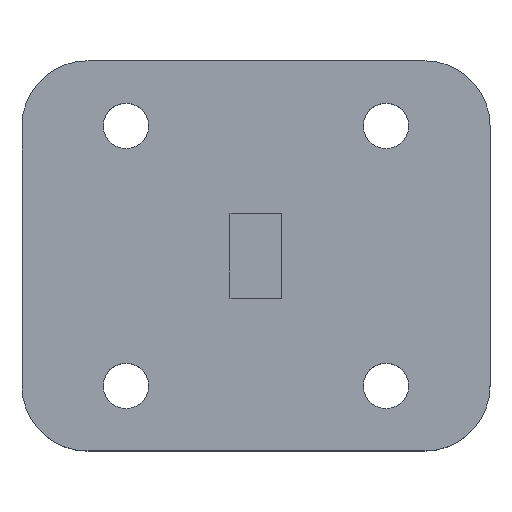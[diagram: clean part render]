
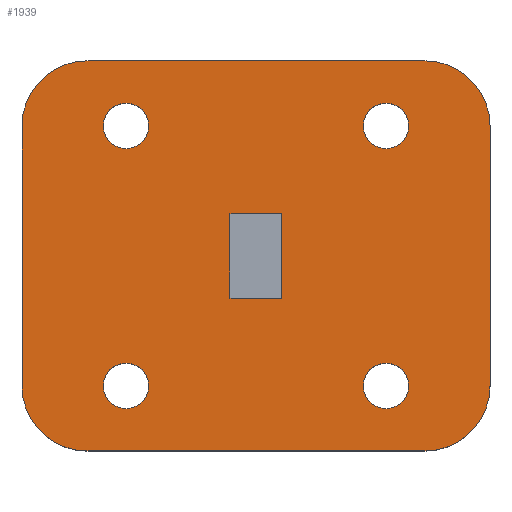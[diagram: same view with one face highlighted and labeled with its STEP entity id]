
A CAD part, top view. The second image highlights one B-rep face of the part: STEP entity #1939.
In plain terms, the highlighted planar face has unit normal (0, 0, 1).
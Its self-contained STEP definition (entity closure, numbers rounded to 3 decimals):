
#80=FACE_BOUND('',#224,.T.);
#81=FACE_BOUND('',#225,.T.);
#82=FACE_BOUND('',#226,.T.);
#83=FACE_BOUND('',#227,.T.);
#84=FACE_BOUND('',#228,.T.);
#110=FACE_OUTER_BOUND('',#223,.T.);
#223=EDGE_LOOP('',(#1307,#1308,#1309,#1310,#1311,#1312,#1313,#1314));
#224=EDGE_LOOP('',(#1315,#1316,#1317,#1318));
#225=EDGE_LOOP('',(#1319));
#226=EDGE_LOOP('',(#1320));
#227=EDGE_LOOP('',(#1321));
#228=EDGE_LOOP('',(#1322));
#366=LINE('',#2957,#531);
#367=LINE('',#2961,#532);
#368=LINE('',#2965,#533);
#369=LINE('',#2968,#534);
#370=LINE('',#2971,#535);
#371=LINE('',#2973,#536);
#372=LINE('',#2975,#537);
#373=LINE('',#2976,#538);
#531=VECTOR('',#2312,10.);
#532=VECTOR('',#2315,10.);
#533=VECTOR('',#2318,10.);
#534=VECTOR('',#2321,10.);
#535=VECTOR('',#2322,10.);
#536=VECTOR('',#2323,10.);
#537=VECTOR('',#2324,10.);
#538=VECTOR('',#2325,10.);
#696=CIRCLE('',#2068,5.);
#697=CIRCLE('',#2069,5.);
#698=CIRCLE('',#2070,5.);
#699=CIRCLE('',#2071,5.);
#700=CIRCLE('',#2072,1.75);
#701=CIRCLE('',#2073,1.75);
#702=CIRCLE('',#2074,1.75);
#703=CIRCLE('',#2075,1.75);
#822=VERTEX_POINT('',#2953);
#823=VERTEX_POINT('',#2954);
#824=VERTEX_POINT('',#2956);
#825=VERTEX_POINT('',#2958);
#826=VERTEX_POINT('',#2960);
#827=VERTEX_POINT('',#2962);
#828=VERTEX_POINT('',#2964);
#829=VERTEX_POINT('',#2966);
#830=VERTEX_POINT('',#2969);
#831=VERTEX_POINT('',#2970);
#832=VERTEX_POINT('',#2972);
#833=VERTEX_POINT('',#2974);
#834=VERTEX_POINT('',#2977);
#835=VERTEX_POINT('',#2979);
#836=VERTEX_POINT('',#2981);
#837=VERTEX_POINT('',#2983);
#1016=EDGE_CURVE('',#822,#823,#696,.T.);
#1017=EDGE_CURVE('',#824,#822,#366,.T.);
#1018=EDGE_CURVE('',#825,#824,#697,.T.);
#1019=EDGE_CURVE('',#826,#825,#367,.T.);
#1020=EDGE_CURVE('',#827,#826,#698,.T.);
#1021=EDGE_CURVE('',#828,#827,#368,.T.);
#1022=EDGE_CURVE('',#829,#828,#699,.T.);
#1023=EDGE_CURVE('',#823,#829,#369,.T.);
#1024=EDGE_CURVE('',#830,#831,#370,.T.);
#1025=EDGE_CURVE('',#832,#830,#371,.T.);
#1026=EDGE_CURVE('',#833,#832,#372,.T.);
#1027=EDGE_CURVE('',#831,#833,#373,.T.);
#1028=EDGE_CURVE('',#834,#834,#700,.T.);
#1029=EDGE_CURVE('',#835,#835,#701,.T.);
#1030=EDGE_CURVE('',#836,#836,#702,.T.);
#1031=EDGE_CURVE('',#837,#837,#703,.T.);
#1307=ORIENTED_EDGE('',*,*,#1016,.F.);
#1308=ORIENTED_EDGE('',*,*,#1017,.F.);
#1309=ORIENTED_EDGE('',*,*,#1018,.F.);
#1310=ORIENTED_EDGE('',*,*,#1019,.F.);
#1311=ORIENTED_EDGE('',*,*,#1020,.F.);
#1312=ORIENTED_EDGE('',*,*,#1021,.F.);
#1313=ORIENTED_EDGE('',*,*,#1022,.F.);
#1314=ORIENTED_EDGE('',*,*,#1023,.F.);
#1315=ORIENTED_EDGE('',*,*,#1024,.F.);
#1316=ORIENTED_EDGE('',*,*,#1025,.F.);
#1317=ORIENTED_EDGE('',*,*,#1026,.F.);
#1318=ORIENTED_EDGE('',*,*,#1027,.F.);
#1319=ORIENTED_EDGE('',*,*,#1028,.F.);
#1320=ORIENTED_EDGE('',*,*,#1029,.F.);
#1321=ORIENTED_EDGE('',*,*,#1030,.F.);
#1322=ORIENTED_EDGE('',*,*,#1031,.F.);
#1889=PLANE('',#2067);
#1939=ADVANCED_FACE('',(#110,#80,#81,#82,#83,#84),#1889,.T.);
#2067=AXIS2_PLACEMENT_3D('',#2952,#2308,#2309);
#2068=AXIS2_PLACEMENT_3D('',#2955,#2310,#2311);
#2069=AXIS2_PLACEMENT_3D('',#2959,#2313,#2314);
#2070=AXIS2_PLACEMENT_3D('',#2963,#2316,#2317);
#2071=AXIS2_PLACEMENT_3D('',#2967,#2319,#2320);
#2072=AXIS2_PLACEMENT_3D('',#2978,#2326,#2327);
#2073=AXIS2_PLACEMENT_3D('',#2980,#2328,#2329);
#2074=AXIS2_PLACEMENT_3D('',#2982,#2330,#2331);
#2075=AXIS2_PLACEMENT_3D('',#2984,#2332,#2333);
#2308=DIRECTION('center_axis',(0.,0.,1.));
#2309=DIRECTION('ref_axis',(1.,0.,0.));
#2310=DIRECTION('center_axis',(0.,0.,-1.));
#2311=DIRECTION('ref_axis',(0.707,-0.707,0.));
#2312=DIRECTION('',(0.,-1.,0.));
#2313=DIRECTION('center_axis',(0.,0.,-1.));
#2314=DIRECTION('ref_axis',(0.707,0.707,0.));
#2315=DIRECTION('',(1.,0.,0.));
#2316=DIRECTION('center_axis',(0.,0.,-1.));
#2317=DIRECTION('ref_axis',(-0.707,0.707,0.));
#2318=DIRECTION('',(0.,1.,0.));
#2319=DIRECTION('center_axis',(0.,0.,-1.));
#2320=DIRECTION('ref_axis',(-0.707,-0.707,0.));
#2321=DIRECTION('',(-1.,0.,0.));
#2322=DIRECTION('',(0.,-1.,0.));
#2323=DIRECTION('',(-1.,0.,0.));
#2324=DIRECTION('',(0.,1.,0.));
#2325=DIRECTION('',(1.,0.,0.));
#2326=DIRECTION('center_axis',(0.,0.,1.));
#2327=DIRECTION('ref_axis',(1.,0.,0.));
#2328=DIRECTION('center_axis',(0.,0.,1.));
#2329=DIRECTION('ref_axis',(1.,0.,0.));
#2330=DIRECTION('center_axis',(0.,0.,1.));
#2331=DIRECTION('ref_axis',(1.,0.,0.));
#2332=DIRECTION('center_axis',(0.,0.,1.));
#2333=DIRECTION('ref_axis',(1.,0.,0.));
#2952=CARTESIAN_POINT('Origin',(-27.392,4.01,3.));
#2953=CARTESIAN_POINT('',(-9.392,-5.99,3.));
#2954=CARTESIAN_POINT('',(-14.392,-10.99,3.));
#2955=CARTESIAN_POINT('Origin',(-14.392,-5.99,3.));
#2956=CARTESIAN_POINT('',(-9.392,14.01,3.));
#2957=CARTESIAN_POINT('',(-9.392,-3.49,3.));
#2958=CARTESIAN_POINT('',(-14.392,19.01,3.));
#2959=CARTESIAN_POINT('Origin',(-14.392,14.01,3.));
#2960=CARTESIAN_POINT('',(-40.392,19.01,3.));
#2961=CARTESIAN_POINT('',(-18.392,19.01,3.));
#2962=CARTESIAN_POINT('',(-45.392,14.01,3.));
#2963=CARTESIAN_POINT('Origin',(-40.392,14.01,3.));
#2964=CARTESIAN_POINT('',(-45.392,-5.99,3.));
#2965=CARTESIAN_POINT('',(-45.392,11.51,3.));
#2966=CARTESIAN_POINT('',(-40.392,-10.99,3.));
#2967=CARTESIAN_POINT('Origin',(-40.392,-5.99,3.));
#2968=CARTESIAN_POINT('',(-36.392,-10.99,3.));
#2969=CARTESIAN_POINT('',(-29.392,7.26,3.));
#2970=CARTESIAN_POINT('',(-29.392,0.76,3.));
#2971=CARTESIAN_POINT('',(-29.392,5.51,3.));
#2972=CARTESIAN_POINT('',(-25.392,7.26,3.));
#2973=CARTESIAN_POINT('',(-27.392,7.26,3.));
#2974=CARTESIAN_POINT('',(-25.392,0.76,3.));
#2975=CARTESIAN_POINT('',(-25.392,2.51,3.));
#2976=CARTESIAN_POINT('',(-27.392,0.76,3.));
#2977=CARTESIAN_POINT('',(-19.142,14.01,3.));
#2978=CARTESIAN_POINT('Origin',(-17.392,14.01,3.));
#2979=CARTESIAN_POINT('',(-19.142,-5.99,3.));
#2980=CARTESIAN_POINT('Origin',(-17.392,-5.99,3.));
#2981=CARTESIAN_POINT('',(-39.142,14.01,3.));
#2982=CARTESIAN_POINT('Origin',(-37.392,14.01,3.));
#2983=CARTESIAN_POINT('',(-39.142,-5.99,3.));
#2984=CARTESIAN_POINT('Origin',(-37.392,-5.99,3.));
